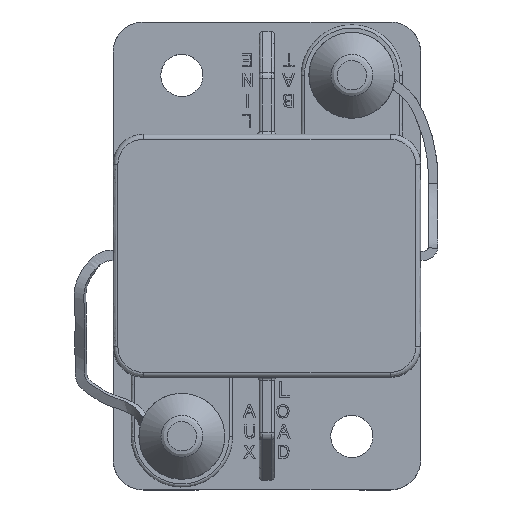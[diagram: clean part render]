
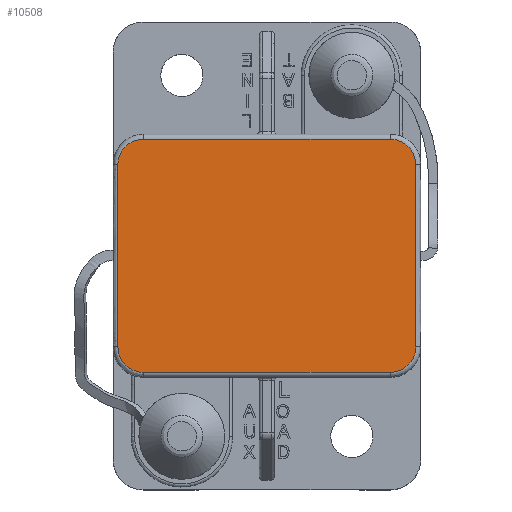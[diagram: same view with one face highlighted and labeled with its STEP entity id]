
A CAD part, top view. The second image highlights one B-rep face of the part: STEP entity #10508.
In plain terms, the highlighted free-form (B-spline) face has degree [1, 1] with [2, 2] control points.
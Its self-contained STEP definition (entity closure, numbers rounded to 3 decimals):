
#10508 = ADVANCED_FACE('',(#10509),#10571,.T.);
#10509 = FACE_BOUND('',#10510,.T.);
#10510 = EDGE_LOOP('',(#10511,#10520,#10528,#10535,#10543,#10550,#10558,
    #10565));
#10511 = ORIENTED_EDGE('',*,*,#10512,.T.);
#10512 = EDGE_CURVE('',#10513,#10515,#10517,.T.);
#10513 = VERTEX_POINT('',#10514);
#10514 = CARTESIAN_POINT('',(20.676,-12.642,
    24.497));
#10515 = VERTEX_POINT('',#10516);
#10516 = CARTESIAN_POINT('',(20.676,12.642,
    24.497));
#10517 = B_SPLINE_CURVE_WITH_KNOTS('',1,(#10518,#10519),.UNSPECIFIED.,
  .F.,.F.,(2,2),(-28.575,0.),.PIECEWISE_BEZIER_KNOTS.);
#10518 = CARTESIAN_POINT('',(20.676,-12.642,
    24.497));
#10519 = CARTESIAN_POINT('',(20.676,12.642,
    24.497));
#10520 = ORIENTED_EDGE('',*,*,#10521,.T.);
#10521 = EDGE_CURVE('',#10515,#10522,#10524,.T.);
#10522 = VERTEX_POINT('',#10523);
#10523 = CARTESIAN_POINT('',(17.137,16.181,
    24.497));
#10524 = ( BOUNDED_CURVE() B_SPLINE_CURVE(2,(#10525,#10526,#10527),
.UNSPECIFIED.,.F.,.F.) B_SPLINE_CURVE_WITH_KNOTS((3,3),(0.,
1.571),.PIECEWISE_BEZIER_KNOTS.) CURVE() 
GEOMETRIC_REPRESENTATION_ITEM() RATIONAL_B_SPLINE_CURVE((1.,
0.707,1.)) REPRESENTATION_ITEM('') );
#10525 = CARTESIAN_POINT('',(20.676,12.642,
    24.497));
#10526 = CARTESIAN_POINT('',(20.676,16.181,
    24.497));
#10527 = CARTESIAN_POINT('',(17.137,16.181,
    24.497));
#10528 = ORIENTED_EDGE('',*,*,#10529,.T.);
#10529 = EDGE_CURVE('',#10522,#10530,#10532,.T.);
#10530 = VERTEX_POINT('',#10531);
#10531 = CARTESIAN_POINT('',(-17.137,16.181,
    24.497));
#10532 = B_SPLINE_CURVE_WITH_KNOTS('',1,(#10533,#10534),.UNSPECIFIED.,
  .F.,.F.,(2,2),(-38.735,0.),.PIECEWISE_BEZIER_KNOTS.);
#10533 = CARTESIAN_POINT('',(17.137,16.181,
    24.497));
#10534 = CARTESIAN_POINT('',(-17.137,16.181,
    24.497));
#10535 = ORIENTED_EDGE('',*,*,#10536,.T.);
#10536 = EDGE_CURVE('',#10530,#10537,#10539,.T.);
#10537 = VERTEX_POINT('',#10538);
#10538 = CARTESIAN_POINT('',(-20.676,12.642,
    24.497));
#10539 = ( BOUNDED_CURVE() B_SPLINE_CURVE(2,(#10540,#10541,#10542),
.UNSPECIFIED.,.F.,.F.) B_SPLINE_CURVE_WITH_KNOTS((3,3),(1.571,
3.142),.PIECEWISE_BEZIER_KNOTS.) CURVE() 
GEOMETRIC_REPRESENTATION_ITEM() RATIONAL_B_SPLINE_CURVE((1.,
0.707,1.)) REPRESENTATION_ITEM('') );
#10540 = CARTESIAN_POINT('',(-17.137,16.181,
    24.497));
#10541 = CARTESIAN_POINT('',(-20.676,16.181,
    24.497));
#10542 = CARTESIAN_POINT('',(-20.676,12.642,
    24.497));
#10543 = ORIENTED_EDGE('',*,*,#10544,.T.);
#10544 = EDGE_CURVE('',#10537,#10545,#10547,.T.);
#10545 = VERTEX_POINT('',#10546);
#10546 = CARTESIAN_POINT('',(-20.676,-12.642,
    24.497));
#10547 = B_SPLINE_CURVE_WITH_KNOTS('',1,(#10548,#10549),.UNSPECIFIED.,
  .F.,.F.,(2,2),(-28.575,0.),.PIECEWISE_BEZIER_KNOTS.);
#10548 = CARTESIAN_POINT('',(-20.676,12.642,
    24.497));
#10549 = CARTESIAN_POINT('',(-20.676,-12.642,
    24.497));
#10550 = ORIENTED_EDGE('',*,*,#10551,.T.);
#10551 = EDGE_CURVE('',#10545,#10552,#10554,.T.);
#10552 = VERTEX_POINT('',#10553);
#10553 = CARTESIAN_POINT('',(-17.137,-16.181,
    24.497));
#10554 = ( BOUNDED_CURVE() B_SPLINE_CURVE(2,(#10555,#10556,#10557),
.UNSPECIFIED.,.F.,.F.) B_SPLINE_CURVE_WITH_KNOTS((3,3),(3.142,
4.712),.PIECEWISE_BEZIER_KNOTS.) CURVE() 
GEOMETRIC_REPRESENTATION_ITEM() RATIONAL_B_SPLINE_CURVE((1.,
0.707,1.)) REPRESENTATION_ITEM('') );
#10555 = CARTESIAN_POINT('',(-20.676,-12.642,
    24.497));
#10556 = CARTESIAN_POINT('',(-20.676,-16.181,
    24.497));
#10557 = CARTESIAN_POINT('',(-17.137,-16.181,
    24.497));
#10558 = ORIENTED_EDGE('',*,*,#10559,.T.);
#10559 = EDGE_CURVE('',#10552,#10560,#10562,.T.);
#10560 = VERTEX_POINT('',#10561);
#10561 = CARTESIAN_POINT('',(17.137,-16.181,
    24.497));
#10562 = B_SPLINE_CURVE_WITH_KNOTS('',1,(#10563,#10564),.UNSPECIFIED.,
  .F.,.F.,(2,2),(-38.735,0.),.PIECEWISE_BEZIER_KNOTS.);
#10563 = CARTESIAN_POINT('',(-17.137,-16.181,
    24.497));
#10564 = CARTESIAN_POINT('',(17.137,-16.181,
    24.497));
#10565 = ORIENTED_EDGE('',*,*,#10566,.T.);
#10566 = EDGE_CURVE('',#10560,#10513,#10567,.T.);
#10567 = ( BOUNDED_CURVE() B_SPLINE_CURVE(2,(#10568,#10569,#10570),
.UNSPECIFIED.,.F.,.F.) B_SPLINE_CURVE_WITH_KNOTS((3,3),(4.712,
6.283),.PIECEWISE_BEZIER_KNOTS.) CURVE() 
GEOMETRIC_REPRESENTATION_ITEM() RATIONAL_B_SPLINE_CURVE((1.,
0.707,1.)) REPRESENTATION_ITEM('') );
#10568 = CARTESIAN_POINT('',(17.137,-16.181,
    24.497));
#10569 = CARTESIAN_POINT('',(20.676,-16.181,
    24.497));
#10570 = CARTESIAN_POINT('',(20.676,-12.642,
    24.497));
#10571 = B_SPLINE_SURFACE_WITH_KNOTS('',1,1,(
    (#10572,#10573)
    ,(#10574,#10575
    )),.UNSPECIFIED.,.F.,.F.,.F.,(2,2),(2,2),(-23.368,23.368),(-18.288,
    18.288),.PIECEWISE_BEZIER_KNOTS.);
#10572 = CARTESIAN_POINT('',(-20.676,-16.181,
    24.497));
#10573 = CARTESIAN_POINT('',(-20.676,16.181,
    24.497));
#10574 = CARTESIAN_POINT('',(20.676,-16.181,
    24.497));
#10575 = CARTESIAN_POINT('',(20.676,16.181,
    24.497));
